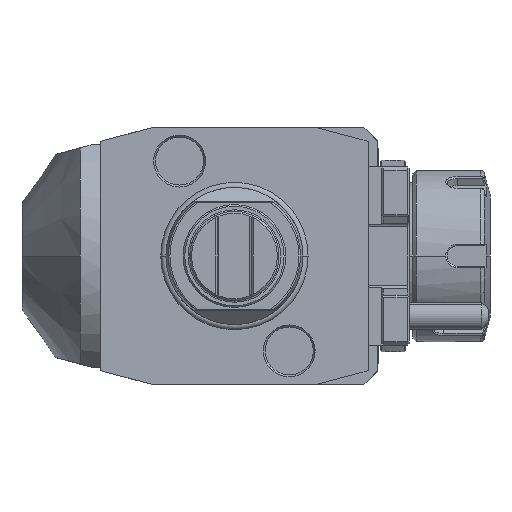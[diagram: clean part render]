
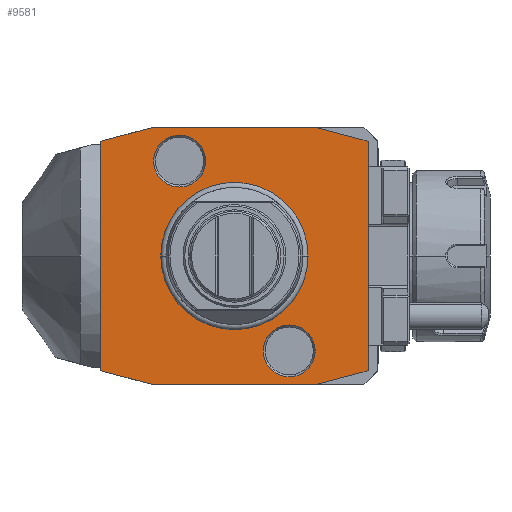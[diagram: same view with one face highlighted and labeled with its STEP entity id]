
A CAD part, front view. The second image highlights one B-rep face of the part: STEP entity #9581.
In plain terms, the highlighted planar face has unit normal (0, -1, 0).
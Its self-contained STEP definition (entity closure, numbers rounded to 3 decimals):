
#1=DIRECTION('',(0.966,0.,-0.259));
#2=VECTOR('',#1,15.529);
#3=CARTESIAN_POINT('',(-39.,0.,-33.481));
#4=LINE('',#3,#2);
#5=DIRECTION('',(0.,0.,-1.));
#6=VECTOR('',#5,66.962);
#7=CARTESIAN_POINT('',(-39.,0.,33.481));
#8=LINE('',#7,#6);
#9=DIRECTION('',(-0.966,0.,-0.259));
#10=VECTOR('',#9,15.529);
#11=CARTESIAN_POINT('',(-24.,0.,37.5));
#12=LINE('',#11,#10);
#13=DIRECTION('',(-1.,0.,0.));
#14=VECTOR('',#13,48.);
#15=CARTESIAN_POINT('',(24.,0.,37.5));
#16=LINE('',#15,#14);
#17=DIRECTION('',(-0.966,0.,0.259));
#18=VECTOR('',#17,15.529);
#19=CARTESIAN_POINT('',(39.,0.,33.481));
#20=LINE('',#19,#18);
#21=DIRECTION('',(0.,0.,1.));
#22=VECTOR('',#21,66.962);
#23=CARTESIAN_POINT('',(39.,0.,-33.481));
#24=LINE('',#23,#22);
#25=DIRECTION('',(0.966,0.,0.259));
#26=VECTOR('',#25,15.529);
#27=CARTESIAN_POINT('',(24.,0.,-37.5));
#28=LINE('',#27,#26);
#29=DIRECTION('',(1.,0.,0.));
#30=VECTOR('',#29,48.);
#31=CARTESIAN_POINT('',(-24.,0.,-37.5));
#32=LINE('',#31,#30);
#33=CARTESIAN_POINT('',(-16.,0.,27.713));
#34=DIRECTION('',(0.,1.,0.));
#35=DIRECTION('',(1.,0.,0.));
#36=AXIS2_PLACEMENT_3D('',#33,#34,#35);
#38=CARTESIAN_POINT('',(-16.,0.,27.713));
#39=DIRECTION('',(0.,1.,0.));
#40=DIRECTION('',(-1.,0.,0.));
#41=AXIS2_PLACEMENT_3D('',#38,#39,#40);
#43=CARTESIAN_POINT('',(16.,0.,-27.713));
#44=DIRECTION('',(0.,1.,0.));
#45=DIRECTION('',(1.,0.,0.));
#46=AXIS2_PLACEMENT_3D('',#43,#44,#45);
#48=CARTESIAN_POINT('',(16.,0.,-27.713));
#49=DIRECTION('',(0.,1.,0.));
#50=DIRECTION('',(-1.,0.,0.));
#51=AXIS2_PLACEMENT_3D('',#48,#49,#50);
#5463=CARTESIAN_POINT('',(0.,0.,0.));
#5464=DIRECTION('',(0.,-1.,0.));
#5465=DIRECTION('',(1.,0.,0.));
#5466=AXIS2_PLACEMENT_3D('',#5463,#5464,#5465);
#5468=CARTESIAN_POINT('',(0.,0.,0.));
#5469=DIRECTION('',(0.,-1.,0.));
#5470=DIRECTION('',(-1.,0.,0.));
#5471=AXIS2_PLACEMENT_3D('',#5468,#5469,#5470);
#8525=CARTESIAN_POINT('',(-8.423,0.,
27.713));
#8526=CARTESIAN_POINT('',(-23.577,0.,
27.713));
#8527=VERTEX_POINT('',#8525);
#8528=VERTEX_POINT('',#8526);
#8657=CARTESIAN_POINT('',(23.577,0.,
-27.713));
#8658=CARTESIAN_POINT('',(8.423,0.,
-27.713));
#8659=VERTEX_POINT('',#8657);
#8660=VERTEX_POINT('',#8658);
#9374=CARTESIAN_POINT('',(-39.,0.,-33.481));
#9375=CARTESIAN_POINT('',(-24.,0.,-37.5));
#9376=VERTEX_POINT('',#9374);
#9377=VERTEX_POINT('',#9375);
#9378=CARTESIAN_POINT('',(24.,0.,-37.5));
#9379=VERTEX_POINT('',#9378);
#9380=CARTESIAN_POINT('',(39.,0.,-33.481));
#9381=VERTEX_POINT('',#9380);
#9382=CARTESIAN_POINT('',(39.,0.,33.481));
#9383=VERTEX_POINT('',#9382);
#9384=CARTESIAN_POINT('',(24.,0.,37.5));
#9385=VERTEX_POINT('',#9384);
#9386=CARTESIAN_POINT('',(-24.,0.,37.5));
#9387=VERTEX_POINT('',#9386);
#9388=CARTESIAN_POINT('',(-39.,0.,33.481));
#9389=VERTEX_POINT('',#9388);
#9406=CARTESIAN_POINT('',(21.137,0.,0.));
#9407=CARTESIAN_POINT('',(-21.137,0.,0.));
#9408=VERTEX_POINT('',#9406);
#9409=VERTEX_POINT('',#9407);
#9540=CARTESIAN_POINT('',(0.,0.,0.));
#9541=DIRECTION('',(0.,-1.,0.));
#9542=DIRECTION('',(-1.,0.,0.));
#9543=AXIS2_PLACEMENT_3D('',#9540,#9541,#9542);
#9544=PLANE('',#9543);
#9546=ORIENTED_EDGE('',*,*,#9545,.F.);
#9548=ORIENTED_EDGE('',*,*,#9547,.F.);
#9550=ORIENTED_EDGE('',*,*,#9549,.F.);
#9552=ORIENTED_EDGE('',*,*,#9551,.F.);
#9554=ORIENTED_EDGE('',*,*,#9553,.F.);
#9556=ORIENTED_EDGE('',*,*,#9555,.F.);
#9558=ORIENTED_EDGE('',*,*,#9557,.F.);
#9560=ORIENTED_EDGE('',*,*,#9559,.F.);
#9561=EDGE_LOOP('',(#9546,#9548,#9550,#9552,#9554,#9556,#9558,#9560));
#9562=FACE_OUTER_BOUND('',#9561,.F.);
#9564=ORIENTED_EDGE('',*,*,#9563,.T.);
#9566=ORIENTED_EDGE('',*,*,#9565,.T.);
#9567=EDGE_LOOP('',(#9564,#9566));
#9568=FACE_BOUND('',#9567,.F.);
#9570=ORIENTED_EDGE('',*,*,#9569,.F.);
#9572=ORIENTED_EDGE('',*,*,#9571,.F.);
#9573=EDGE_LOOP('',(#9570,#9572));
#9574=FACE_BOUND('',#9573,.F.);
#9576=ORIENTED_EDGE('',*,*,#9575,.F.);
#9578=ORIENTED_EDGE('',*,*,#9577,.F.);
#9579=EDGE_LOOP('',(#9576,#9578));
#9580=FACE_BOUND('',#9579,.F.);
#37=CIRCLE('',#36,7.577);
#42=CIRCLE('',#41,7.577);
#47=CIRCLE('',#46,7.577);
#52=CIRCLE('',#51,7.577);
#5467=CIRCLE('',#5466,21.137);
#5472=CIRCLE('',#5471,21.137);
#9545=EDGE_CURVE('',#9376,#9377,#4,.T.);
#9547=EDGE_CURVE('',#9389,#9376,#8,.T.);
#9549=EDGE_CURVE('',#9387,#9389,#12,.T.);
#9551=EDGE_CURVE('',#9385,#9387,#16,.T.);
#9553=EDGE_CURVE('',#9383,#9385,#20,.T.);
#9555=EDGE_CURVE('',#9381,#9383,#24,.T.);
#9557=EDGE_CURVE('',#9379,#9381,#28,.T.);
#9559=EDGE_CURVE('',#9377,#9379,#32,.T.);
#9563=EDGE_CURVE('',#9408,#9409,#5467,.T.);
#9565=EDGE_CURVE('',#9409,#9408,#5472,.T.);
#9569=EDGE_CURVE('',#8527,#8528,#37,.T.);
#9571=EDGE_CURVE('',#8528,#8527,#42,.T.);
#9575=EDGE_CURVE('',#8659,#8660,#47,.T.);
#9577=EDGE_CURVE('',#8660,#8659,#52,.T.);
#9581=ADVANCED_FACE('',(#9562,#9568,#9574,#9580),#9544,.T.);
